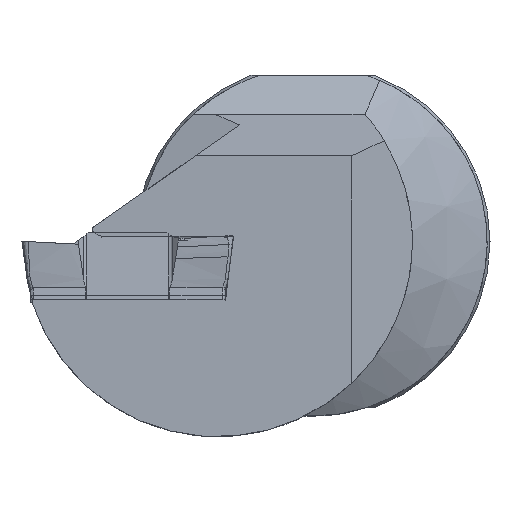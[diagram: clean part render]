
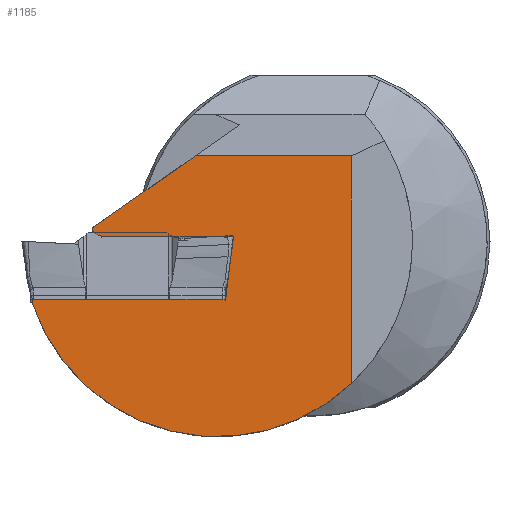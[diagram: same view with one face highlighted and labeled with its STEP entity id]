
A CAD part, left-side view. The second image highlights one B-rep face of the part: STEP entity #1185.
In plain terms, the highlighted planar face has unit normal (-1, 0, 0).
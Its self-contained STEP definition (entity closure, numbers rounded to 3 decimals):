
#43=ELLIPSE('',#3518,0.804,0.8);
#57=CIRCLE('',#3517,17.6);
#1065=PLANE('',#3519);
#1185=ADVANCED_FACE('',(#1359),#1065,.T.);
#1359=FACE_OUTER_BOUND('',#1486,.T.);
#1486=EDGE_LOOP('',(#2389,#2390,#2391,#2392,#2393,#2394,#2395,#2396,#2397));
#1566=LINE('',#17985,#1673);
#1567=LINE('',#17988,#1674);
#1568=LINE('',#17992,#1675);
#1569=LINE('',#17994,#1676);
#1570=LINE('',#17996,#1677);
#1571=LINE('',#18000,#1678);
#1572=LINE('',#18002,#1679);
#1673=VECTOR('',#3694,1.);
#1674=VECTOR('',#3695,1.);
#1675=VECTOR('',#3698,1.);
#1676=VECTOR('',#3699,1.);
#1677=VECTOR('',#3700,1.);
#1678=VECTOR('',#3703,1.);
#1679=VECTOR('',#3704,1.);
#2389=ORIENTED_EDGE('',*,*,#3144,.T.);
#2390=ORIENTED_EDGE('',*,*,#3145,.F.);
#2391=ORIENTED_EDGE('',*,*,#3146,.F.);
#2392=ORIENTED_EDGE('',*,*,#3147,.F.);
#2393=ORIENTED_EDGE('',*,*,#3148,.T.);
#2394=ORIENTED_EDGE('',*,*,#3149,.F.);
#2395=ORIENTED_EDGE('',*,*,#3150,.T.);
#2396=ORIENTED_EDGE('',*,*,#3151,.T.);
#2397=ORIENTED_EDGE('',*,*,#3152,.T.);
#2763=VERTEX_POINT('',#17986);
#2764=VERTEX_POINT('',#17987);
#2765=VERTEX_POINT('',#17989);
#2766=VERTEX_POINT('',#17991);
#2767=VERTEX_POINT('',#17993);
#2768=VERTEX_POINT('',#17995);
#2769=VERTEX_POINT('',#17997);
#2770=VERTEX_POINT('',#17999);
#2771=VERTEX_POINT('',#18001);
#3144=EDGE_CURVE('',#2763,#2764,#1566,.T.);
#3145=EDGE_CURVE('',#2765,#2764,#1567,.T.);
#3146=EDGE_CURVE('',#2766,#2765,#57,.T.);
#3147=EDGE_CURVE('',#2767,#2766,#1568,.T.);
#3148=EDGE_CURVE('',#2767,#2768,#1569,.T.);
#3149=EDGE_CURVE('',#2769,#2768,#1570,.T.);
#3150=EDGE_CURVE('',#2769,#2770,#43,.T.);
#3151=EDGE_CURVE('',#2770,#2771,#1571,.T.);
#3152=EDGE_CURVE('',#2771,#2763,#1572,.T.);
#3517=AXIS2_PLACEMENT_3D('',#17990,#3696,#3697);
#3518=AXIS2_PLACEMENT_3D('',#17998,#3701,#3702);
#3519=AXIS2_PLACEMENT_3D('',#18003,#3705,#3706);
#3694=DIRECTION('',(0.,1.,0.));
#3695=DIRECTION('',(0.,0.122,0.993));
#3696=DIRECTION('',(1.,0.,0.));
#3697=DIRECTION('',(0.,0.,1.));
#3698=DIRECTION('',(0.,0.,-1.));
#3699=DIRECTION('',(0.,1.,0.));
#3700=DIRECTION('',(0.,-0.819,0.574));
#3701=DIRECTION('',(-1.,0.,0.));
#3702=DIRECTION('',(0.,0.,-1.));
#3703=DIRECTION('',(0.,-1.,0.));
#3704=DIRECTION('',(0.,0.121,-0.993));
#3705=DIRECTION('',(-1.,0.,0.));
#3706=DIRECTION('',(0.,0.,1.));
#17985=CARTESIAN_POINT('',(0.5,-26.5,-4.821));
#17986=CARTESIAN_POINT('',(0.5,7.811,-4.821));
#17987=CARTESIAN_POINT('',(0.5,25.36,-4.821));
#17988=CARTESIAN_POINT('',(0.5,25.173,-6.345));
#17989=CARTESIAN_POINT('',(0.5,25.252,-5.698));
#17990=CARTESIAN_POINT('',(0.5,8.6,0.));
#17991=CARTESIAN_POINT('',(0.5,-3.5,-12.781));
#17992=CARTESIAN_POINT('',(0.5,-3.5,0.));
#17993=CARTESIAN_POINT('',(0.5,-3.5,7.733));
#17994=CARTESIAN_POINT('',(0.5,-26.5,7.733));
#17995=CARTESIAN_POINT('',(0.5,10.594,7.733));
#17996=CARTESIAN_POINT('',(0.5,-10.663,22.618));
#17997=CARTESIAN_POINT('',(0.5,19.849,1.253));
#17998=CARTESIAN_POINT('',(0.5,19.051,1.313));
#17999=CARTESIAN_POINT('',(0.5,19.051,0.509));
#18000=CARTESIAN_POINT('',(0.5,-26.5,0.509));
#18001=CARTESIAN_POINT('',(0.5,7.16,0.509));
#18002=CARTESIAN_POINT('',(0.5,6.727,4.057));
#18003=CARTESIAN_POINT('',(0.5,-26.5,0.));
